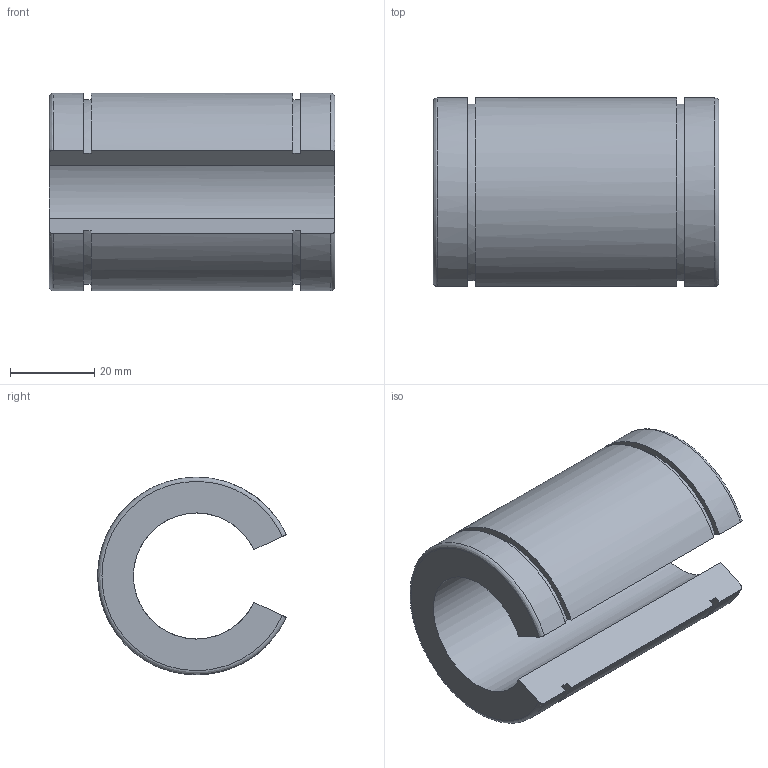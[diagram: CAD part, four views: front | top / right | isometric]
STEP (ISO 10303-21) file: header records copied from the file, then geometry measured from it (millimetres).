
FILE_DESCRIPTION ((), '1');
FILE_NAME ('NB30-030.stp', '2020-09-08T10:50:59', ('Unknown'), ('Unknown'), 'HarmonyWare STEP v2.0.5', 'Vectorworks', '');
FILE_SCHEMA (('CONFIG_CONTROL_DESIGN'));
Length unit declared in the file: millimetre
Products named in the file (1): NONE
Bounding box: 68 x 44.84 x 47 mm (x, y, z)
Volume: 59905.3 mm3; surface area: 17733.5 mm2
Topology: 1 solids, 1 shells, 16 faces, 66 edges, 52 vertices
Faces by surface type: bspline 16
Entity records: 1079 total; most frequent: CARTESIAN_POINT 652, ORIENTED_EDGE 132, EDGE_CURVE 66, VERTEX_POINT 52, B_SPLINE_CURVE_WITH_KNOTS 28, EDGE_LOOP 16, FACE_OUTER_BOUND 16, ADVANCED_FACE 16
